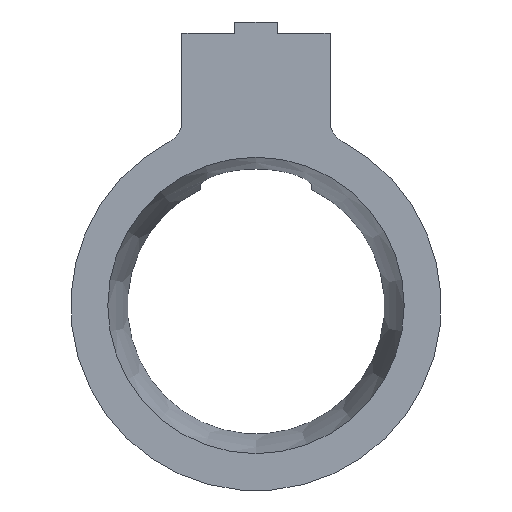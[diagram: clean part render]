
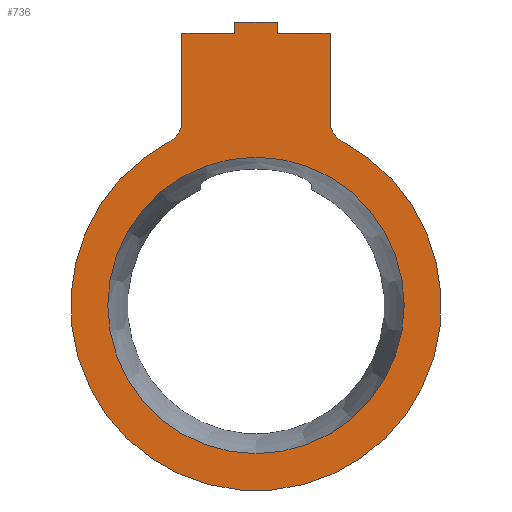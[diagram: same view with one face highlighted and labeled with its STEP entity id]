
A CAD part, front view. The second image highlights one B-rep face of the part: STEP entity #736.
In plain terms, the highlighted planar face has unit normal (0, -1, 0).
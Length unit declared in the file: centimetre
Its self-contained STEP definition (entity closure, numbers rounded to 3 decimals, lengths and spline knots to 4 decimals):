
#110=CIRCLE('',#761,0.3);
#112=CIRCLE('',#764,2.5);
#114=CIRCLE('',#767,0.3);
#119=CIRCLE('',#780,2.);
#152=VERTEX_POINT('',#996);
#153=VERTEX_POINT('',#998);
#160=VERTEX_POINT('',#1018);
#162=VERTEX_POINT('',#1024);
#164=VERTEX_POINT('',#1030);
#166=VERTEX_POINT('',#1036);
#176=VERTEX_POINT('',#1207);
#177=VERTEX_POINT('',#1210);
#178=VERTEX_POINT('',#1212);
#179=VERTEX_POINT('',#1214);
#180=VERTEX_POINT('',#1216);
#221=VECTOR('',#830,1.);
#235=VECTOR('',#865,1.);
#245=VECTOR('',#896,1.);
#246=VECTOR('',#897,1.);
#247=VECTOR('',#898,1.);
#248=VECTOR('',#899,1.);
#295=LINE('',#997,#221);
#309=LINE('',#1037,#235);
#319=LINE('',#1209,#245);
#320=LINE('',#1211,#246);
#321=LINE('',#1213,#247);
#322=LINE('',#1215,#248);
#371=EDGE_CURVE('',#153,#152,#295,.T.);
#382=EDGE_CURVE('',#160,#152,#110,.T.);
#385=EDGE_CURVE('',#162,#160,#112,.T.);
#388=EDGE_CURVE('',#164,#162,#114,.T.);
#391=EDGE_CURVE('',#164,#166,#309,.T.);
#410=EDGE_CURVE('',#176,#176,#119,.T.);
#411=EDGE_CURVE('',#166,#177,#319,.T.);
#412=EDGE_CURVE('',#177,#178,#320,.T.);
#413=EDGE_CURVE('',#178,#179,#321,.T.);
#414=EDGE_CURVE('',#180,#179,#322,.T.);
#415=EDGE_CURVE('',#180,#153,#319,.T.);
#557=ORIENTED_EDGE('',*,*,#410,.T.);
#558=ORIENTED_EDGE('',*,*,#371,.T.);
#559=ORIENTED_EDGE('',*,*,#382,.F.);
#560=ORIENTED_EDGE('',*,*,#385,.F.);
#561=ORIENTED_EDGE('',*,*,#388,.F.);
#562=ORIENTED_EDGE('',*,*,#391,.T.);
#563=ORIENTED_EDGE('',*,*,#411,.T.);
#564=ORIENTED_EDGE('',*,*,#412,.T.);
#565=ORIENTED_EDGE('',*,*,#413,.T.);
#566=ORIENTED_EDGE('',*,*,#414,.F.);
#567=ORIENTED_EDGE('',*,*,#415,.T.);
#657=EDGE_LOOP('',(#557));
#658=EDGE_LOOP('',(#558,#559,#560,#561,#562,#563,#564,#565,#566,#567));
#697=FACE_BOUND('',#657,.T.);
#698=FACE_BOUND('',#658,.T.);
#736=ADVANCED_FACE('',(#697,#698),#1280,.T.);
#761=AXIS2_PLACEMENT_3D('',#1019,#846,#847);
#764=AXIS2_PLACEMENT_3D('',#1025,#853,#854);
#767=AXIS2_PLACEMENT_3D('',#1031,#860,#861);
#780=AXIS2_PLACEMENT_3D('',#1206,#893,#894);
#781=AXIS2_PLACEMENT_3D('',#1208,#895,$);
#830=DIRECTION('',(0.,0.,-1.));
#846=DIRECTION('',(0.,-1.,0.));
#847=DIRECTION('',(0.257,0.,-0.155));
#853=DIRECTION('',(0.,1.,0.));
#854=DIRECTION('',(0.,0.,2.5));
#860=DIRECTION('',(0.,-1.,0.));
#861=DIRECTION('',(-0.257,0.,-0.155));
#865=DIRECTION('',(0.,0.,1.));
#893=DIRECTION('',(0.,1.,0.));
#894=DIRECTION('',(0.,0.,2.));
#895=DIRECTION('',(0.,-1.,0.));
#896=DIRECTION('',(-1.,0.,0.));
#897=DIRECTION('',(0.,0.,1.));
#898=DIRECTION('',(-1.,0.,0.));
#899=DIRECTION('',(0.,0.,1.));
#996=CARTESIAN_POINT('',(-1.,-1.25,-1.0201));
#997=CARTESIAN_POINT('',(-1.,-1.25,-0.175));
#998=CARTESIAN_POINT('',(-1.,-1.25,0.175));
#1018=CARTESIAN_POINT('',(-1.1607,-1.25,-1.2858));
#1019=CARTESIAN_POINT('',(-1.3,-1.25,-1.0201));
#1024=CARTESIAN_POINT('',(1.1607,-1.25,-1.2858));
#1025=CARTESIAN_POINT('',(0.,-1.25,-3.5));
#1030=CARTESIAN_POINT('',(1.,-1.25,-1.0201));
#1031=CARTESIAN_POINT('',(1.3,-1.25,-1.0201));
#1036=CARTESIAN_POINT('',(1.,-1.25,0.175));
#1037=CARTESIAN_POINT('',(1.,-1.25,-0.175));
#1206=CARTESIAN_POINT('',(0.,-1.25,-3.5));
#1207=CARTESIAN_POINT('',(0.,-1.25,-1.5));
#1208=CARTESIAN_POINT('',(0.,-1.25,-0.175));
#1209=CARTESIAN_POINT('',(-1.,-1.25,0.175));
#1210=CARTESIAN_POINT('',(0.285,-1.25,0.175));
#1211=CARTESIAN_POINT('',(0.285,-1.25,0.175));
#1212=CARTESIAN_POINT('',(0.285,-1.25,0.325));
#1213=CARTESIAN_POINT('',(0.285,-1.25,0.325));
#1214=CARTESIAN_POINT('',(-0.285,-1.25,0.325));
#1215=CARTESIAN_POINT('',(-0.285,-1.25,0.175));
#1216=CARTESIAN_POINT('',(-0.285,-1.25,0.175));
#1280=PLANE('',#781);
